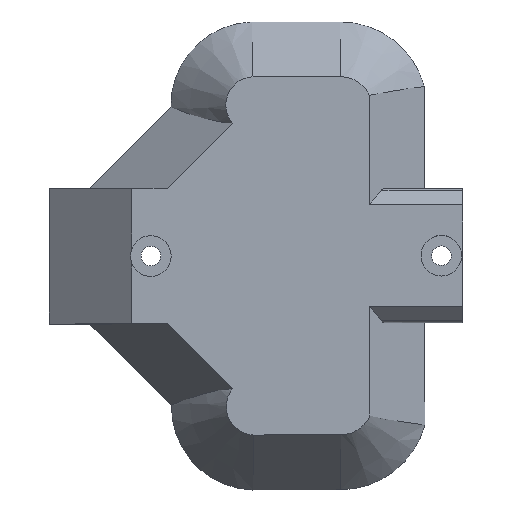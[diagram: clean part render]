
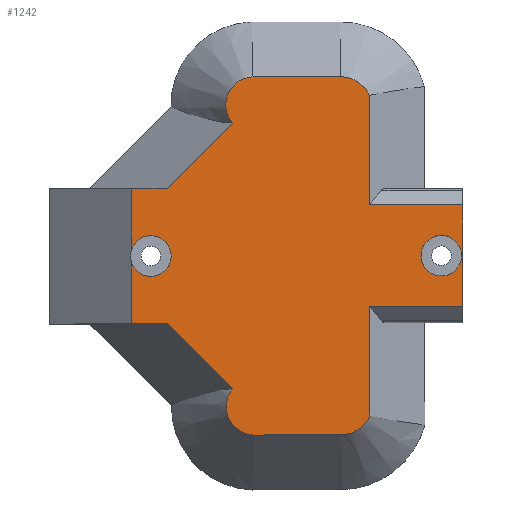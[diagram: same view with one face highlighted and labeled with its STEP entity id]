
A CAD part, top view. The second image highlights one B-rep face of the part: STEP entity #1242.
In plain terms, the highlighted planar face has unit normal (0, 0, 1).
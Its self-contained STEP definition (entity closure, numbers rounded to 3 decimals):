
#39=FACE_BOUND('',#172,.T.);
#98=FACE_OUTER_BOUND('',#171,.T.);
#171=EDGE_LOOP('',(#979,#980,#981,#982,#983,#984,#985,#986,#987,#988,#989,
#990,#991,#992,#993,#994,#995,#996));
#172=EDGE_LOOP('',(#997));
#225=CIRCLE('',#1325,3.);
#239=CIRCLE('',#1354,3.);
#240=CIRCLE('',#1357,4.192);
#242=CIRCLE('',#1360,4.192);
#244=CIRCLE('',#1365,4.762);
#245=CIRCLE('',#1366,4.762);
#252=LINE('',#1778,#377);
#258=LINE('',#1793,#383);
#329=LINE('',#2049,#454);
#330=LINE('',#2052,#455);
#331=LINE('',#2054,#456);
#332=LINE('',#2056,#457);
#333=LINE('',#2057,#458);
#334=LINE('',#2059,#459);
#335=LINE('',#2061,#460);
#336=LINE('',#2062,#461);
#337=LINE('',#2064,#462);
#338=LINE('',#2068,#463);
#339=LINE('',#2069,#464);
#377=VECTOR('',#1419,10.);
#383=VECTOR('',#1431,1000.);
#454=VECTOR('',#1634,1000.);
#455=VECTOR('',#1637,1000.);
#456=VECTOR('',#1638,1000.);
#457=VECTOR('',#1639,1000.);
#458=VECTOR('',#1640,1000.);
#459=VECTOR('',#1641,1000.);
#460=VECTOR('',#1642,1000.);
#461=VECTOR('',#1643,1000.);
#462=VECTOR('',#1644,1000.);
#463=VECTOR('',#1647,1000.);
#464=VECTOR('',#1648,10.);
#504=VERTEX_POINT('',#1775);
#505=VERTEX_POINT('',#1777);
#511=VERTEX_POINT('',#1791);
#560=VERTEX_POINT('',#1925);
#585=VERTEX_POINT('',#2010);
#586=VERTEX_POINT('',#2012);
#587=VERTEX_POINT('',#2016);
#588=VERTEX_POINT('',#2017);
#591=VERTEX_POINT('',#2029);
#592=VERTEX_POINT('',#2030);
#595=VERTEX_POINT('',#2048);
#596=VERTEX_POINT('',#2050);
#597=VERTEX_POINT('',#2053);
#598=VERTEX_POINT('',#2055);
#599=VERTEX_POINT('',#2058);
#600=VERTEX_POINT('',#2060);
#601=VERTEX_POINT('',#2063);
#602=VERTEX_POINT('',#2065);
#603=VERTEX_POINT('',#2067);
#621=EDGE_CURVE('',#505,#504,#252,.T.);
#629=EDGE_CURVE('',#511,#504,#258,.T.);
#692=EDGE_CURVE('',#560,#560,#225,.T.);
#731=EDGE_CURVE('',#585,#586,#239,.T.);
#733=EDGE_CURVE('',#587,#588,#240,.T.);
#737=EDGE_CURVE('',#591,#592,#242,.T.);
#745=EDGE_CURVE('',#511,#595,#329,.T.);
#746=EDGE_CURVE('',#595,#596,#244,.T.);
#747=EDGE_CURVE('',#596,#587,#330,.T.);
#748=EDGE_CURVE('',#588,#597,#331,.T.);
#749=EDGE_CURVE('',#597,#598,#332,.T.);
#750=EDGE_CURVE('',#598,#586,#333,.T.);
#751=EDGE_CURVE('',#585,#599,#334,.T.);
#752=EDGE_CURVE('',#599,#600,#335,.T.);
#753=EDGE_CURVE('',#600,#591,#336,.T.);
#754=EDGE_CURVE('',#592,#601,#337,.T.);
#755=EDGE_CURVE('',#601,#602,#245,.T.);
#756=EDGE_CURVE('',#602,#603,#338,.T.);
#757=EDGE_CURVE('',#603,#505,#339,.T.);
#979=ORIENTED_EDGE('',*,*,#621,.T.);
#980=ORIENTED_EDGE('',*,*,#629,.F.);
#981=ORIENTED_EDGE('',*,*,#745,.T.);
#982=ORIENTED_EDGE('',*,*,#746,.T.);
#983=ORIENTED_EDGE('',*,*,#747,.T.);
#984=ORIENTED_EDGE('',*,*,#733,.T.);
#985=ORIENTED_EDGE('',*,*,#748,.T.);
#986=ORIENTED_EDGE('',*,*,#749,.T.);
#987=ORIENTED_EDGE('',*,*,#750,.T.);
#988=ORIENTED_EDGE('',*,*,#731,.F.);
#989=ORIENTED_EDGE('',*,*,#751,.T.);
#990=ORIENTED_EDGE('',*,*,#752,.T.);
#991=ORIENTED_EDGE('',*,*,#753,.T.);
#992=ORIENTED_EDGE('',*,*,#737,.T.);
#993=ORIENTED_EDGE('',*,*,#754,.T.);
#994=ORIENTED_EDGE('',*,*,#755,.T.);
#995=ORIENTED_EDGE('',*,*,#756,.T.);
#996=ORIENTED_EDGE('',*,*,#757,.T.);
#997=ORIENTED_EDGE('',*,*,#692,.T.);
#1179=PLANE('',#1364);
#1242=ADVANCED_FACE('',(#98,#39),#1179,.T.);
#1325=AXIS2_PLACEMENT_3D('',#1926,#1532,#1533);
#1354=AXIS2_PLACEMENT_3D('',#2013,#1608,#1609);
#1357=AXIS2_PLACEMENT_3D('',#2018,#1614,#1615);
#1360=AXIS2_PLACEMENT_3D('',#2031,#1620,#1621);
#1364=AXIS2_PLACEMENT_3D('',#2047,#1632,#1633);
#1365=AXIS2_PLACEMENT_3D('',#2051,#1635,#1636);
#1366=AXIS2_PLACEMENT_3D('',#2066,#1645,#1646);
#1419=DIRECTION('',(0.,1.,0.));
#1431=DIRECTION('',(1.,0.,0.));
#1532=DIRECTION('center_axis',(0.,0.,-1.));
#1533=DIRECTION('ref_axis',(-1.,0.,0.));
#1608=DIRECTION('center_axis',(0.,0.,1.));
#1609=DIRECTION('ref_axis',(1.,0.,0.));
#1614=DIRECTION('center_axis',(0.,0.,1.));
#1615=DIRECTION('ref_axis',(1.,0.,0.));
#1620=DIRECTION('center_axis',(0.,0.,1.));
#1621=DIRECTION('ref_axis',(1.,0.,0.));
#1632=DIRECTION('center_axis',(0.,0.,1.));
#1633=DIRECTION('ref_axis',(1.,0.,0.));
#1634=DIRECTION('',(0.,1.,0.));
#1635=DIRECTION('center_axis',(0.,0.,1.));
#1636=DIRECTION('ref_axis',(1.,0.,0.));
#1637=DIRECTION('',(-1.,0.,0.));
#1638=DIRECTION('',(-0.707,-0.707,0.));
#1639=DIRECTION('',(-1.,0.,0.));
#1640=DIRECTION('',(0.,-1.,0.));
#1641=DIRECTION('',(0.,-1.,0.));
#1642=DIRECTION('',(1.,0.,0.));
#1643=DIRECTION('',(0.709,-0.705,0.));
#1644=DIRECTION('',(1.,0.003,0.));
#1645=DIRECTION('center_axis',(0.,0.,1.));
#1646=DIRECTION('ref_axis',(1.,0.,0.));
#1647=DIRECTION('',(-0.003,1.,0.));
#1648=DIRECTION('',(1.,0.,0.));
#1775=CARTESIAN_POINT('',(-37.979,-34.999,10.6));
#1777=CARTESIAN_POINT('',(-37.979,-49.999,10.6));
#1778=CARTESIAN_POINT('',(-37.979,0.,10.6));
#1791=CARTESIAN_POINT('',(-51.757,-34.999,10.6));
#1793=CARTESIAN_POINT('',(-55.598,-34.999,10.6));
#1925=CARTESIAN_POINT('',(-38.138,-42.499,10.6));
#1926=CARTESIAN_POINT('Origin',(-41.138,-42.499,10.6));
#2010=CARTESIAN_POINT('',(-86.861,-43.567,10.6));
#2012=CARTESIAN_POINT('',(-86.861,-41.538,10.6));
#2013=CARTESIAN_POINT('Origin',(-84.038,-42.552,10.6));
#2016=CARTESIAN_POINT('',(-68.95,-16.072,10.6));
#2017=CARTESIAN_POINT('',(-71.994,-22.944,10.6));
#2018=CARTESIAN_POINT('Origin',(-68.774,-20.26,10.6));
#2029=CARTESIAN_POINT('',(-71.934,-62.117,10.6));
#2030=CARTESIAN_POINT('',(-68.869,-68.979,10.6));
#2031=CARTESIAN_POINT('Origin',(-68.705,-64.79,10.6));
#2047=CARTESIAN_POINT('Origin',(0.,0.,10.6));
#2048=CARTESIAN_POINT('',(-51.757,-18.828,10.6));
#2049=CARTESIAN_POINT('',(-51.757,0.,10.6));
#2050=CARTESIAN_POINT('',(-56.076,-16.072,10.6));
#2051=CARTESIAN_POINT('Origin',(-56.076,-20.834,10.6));
#2052=CARTESIAN_POINT('',(-69.076,-16.072,10.6));
#2053=CARTESIAN_POINT('',(-81.622,-32.572,10.6));
#2054=CARTESIAN_POINT('',(-93.318,-44.268,10.6));
#2055=CARTESIAN_POINT('',(-86.861,-32.572,10.6));
#2056=CARTESIAN_POINT('',(-99.038,-32.572,10.6));
#2057=CARTESIAN_POINT('',(-86.861,-7.974,10.6));
#2058=CARTESIAN_POINT('',(-86.861,-52.572,10.6));
#2059=CARTESIAN_POINT('',(-86.861,-7.974,10.6));
#2060=CARTESIAN_POINT('',(-81.537,-52.572,10.6));
#2061=CARTESIAN_POINT('',(-99.038,-52.572,10.6));
#2062=CARTESIAN_POINT('',(-66.803,-67.216,10.6));
#2063=CARTESIAN_POINT('',(-55.995,-68.94,10.6));
#2064=CARTESIAN_POINT('',(0.212,-68.767,10.6));
#2065=CARTESIAN_POINT('',(-51.685,-66.171,10.6));
#2066=CARTESIAN_POINT('Origin',(-56.01,-64.178,10.6));
#2067=CARTESIAN_POINT('',(-51.734,-49.999,10.6));
#2068=CARTESIAN_POINT('',(-51.757,-42.512,10.6));
#2069=CARTESIAN_POINT('',(-43.629,-49.999,10.6));
